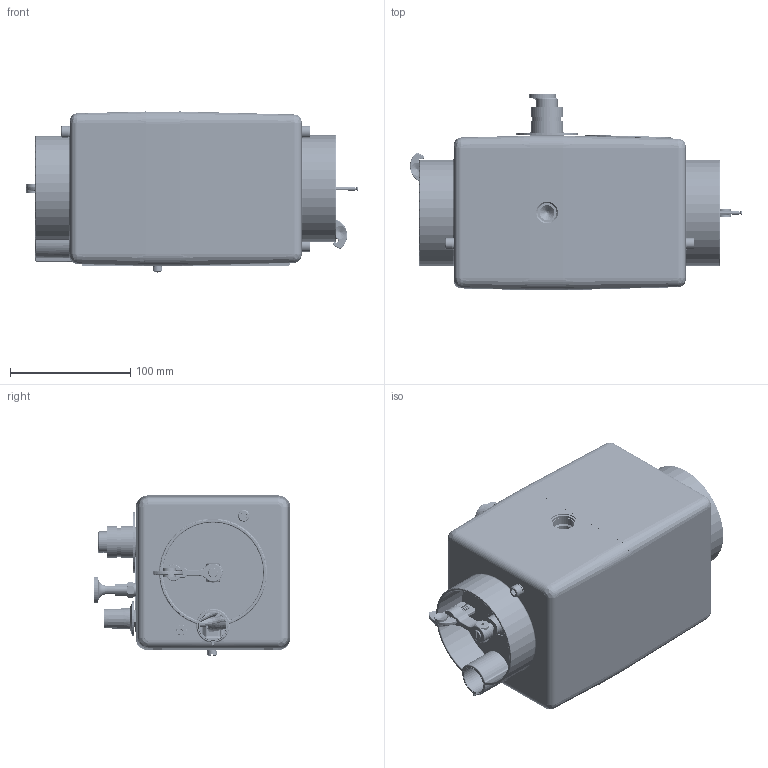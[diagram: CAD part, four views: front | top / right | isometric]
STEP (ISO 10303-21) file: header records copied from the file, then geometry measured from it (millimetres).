
FILE_DESCRIPTION(/* description */ (''),/* implementation_level */ '2;1');
FILE_NAME(/* name */ 'BirdMark7Release20200401A_MARK19Project.step',/* time_stamp */ '2020-04-01T11:40:14-07:00',/* author */ (''),/* organization */ (''),/* preprocessor_version */ 'ST-DEVELOPER v18',/* originating_system */ 'Autodesk Translation Framework v8.12.0.6',/* authorisation */ '');
FILE_SCHEMA (('AUTOMOTIVE_DESIGN { 1 0 10303 214 3 1 1 }'));
Products named in the file (119): Bird Mark 7_Assembly; X42_Standoff_MM; X41_Standoff_MF; X43_Standoff_FF; X16_PT Selector; X26_SnapRing; X30_InternalSnapRing; X21_PT Selector Spring; X25_CastleNut; Castle Nut; X24_Washer; X24_Washer_1; X17_PT Selector Body; X19_PT Selector Cap; X18_PT Selector gasket; X22_Breath limit arm; X20_PT Selector Piston; X31_Plunger spring; X35_PT Selector Butt; X27_ButtHose; X28_Side Hose; X71_SealWasher; X70_SealScrew; Seal Screw; X32_HoseFitting; X51_ManometerHoseFitting; X79_Expiratory time control assembly; X64_Set Screw_91375A437; X86_Expiratory valve knob; X80_Expiratory flair fitting; X84_Expiratory barrel; X81_Expiratory needle; X82_Expiratory Nylon washer; X104_AmbientSideVenturiHose; X45_StandoffHose; X36_Venturi Assembly; X40_Venturi tube; X39_Venturi hose cap; X38_Venturi spring; X34_O-ring_Dash115 ...
Assembly tree (151 placements, depth 4):
  Bird Mark 7_Assembly
    X42_Standoff_MM
    X41_Standoff_MF
    X43_Standoff_FF  x2
    X16_PT Selector
      X32_HoseFitting
      X26_SnapRing
      X30_InternalSnapRing
      X3_O-ring_Dash12
      X21_PT Selector Spring
      X25_CastleNut
        Castle Nut
      X24_Washer
        X24_Washer_1
      X17_PT Selector Body
      X19_PT Selector Cap
      X18_PT Selector gasket
      X22_Breath limit arm
      X20_PT Selector Piston
      X29_Plunger
      X31_Plunger spring
      X33_O-ring_Dash113
      X34_O-ring_Dash115
      X35_PT Selector Butt
      X27_ButtHose
      X28_Side Hose
    X71_SealWasher
    X32_HoseFitting  x3
    X70_SealScrew
      Seal Screw
    X51_ManometerHoseFitting
    X79_Expiratory time control assembly
      X64_Set Screw_91375A437
      X86_Expiratory valve knob
      X80_Expiratory flair fitting
      X84_Expiratory barrel
      X81_Expiratory needle
      X82_Expiratory Nylon washer
    X104_AmbientSideVenturiHose
    X45_StandoffHose
    X36_Venturi Assembly
      X40_Venturi tube
      X39_Venturi hose cap
      X38_Venturi spring
      X34_O-ring_Dash115
      X33_O-ring_Dash113
      X37_Venturi plunger cap
      X29_Plunger
    X75_Pressure Side Assembly
      X77_Sleeve
      X76_Pressure housing
    X57_HousingBolt  x3
    X58_HousingWasher  x3
    X72_Pressure side magnet assembly
      X62_Magnet
      X73_Pressure magnet rod
      X74_O-ring_Dash009
    X59_Ambient side magnet assembly
      X62_Magnet
      X60_Yolk
Bounding box: 275.83 x 163.2 x 133.83 mm (x, y, z)
Volume: 1020781.8 mm3; surface area: 536532.8 mm2
Topology: 126 solids, 126 shells, 4160 faces, 10667 edges, 6942 vertices
Faces by surface type: cylinder 1798, plane 1164, bspline 458, cone 364, torus 325, sphere 51
Full cylindrical faces by diameter (mm): 0.508 x3, 0.675 x1, 1.001 x2, 1.016 x1, 1.067 x2, 1.069 x1, 1.295 x2, 1.441 x1, 1.443 x1, 1.483 x1, 1.511 x1, 1.516 x1, 1.552 x1, 1.575 x4, 1.632 x1, 1.73 x1, 1.732 x1, 1.816 x1, 1.93 x2, 1.956 x1, 1.994 x1, 2 x4, 2.007 x1, 2.032 x3, 2.07 x1, 2.108 x6, 2.184 x46, 2.261 x1, 2.286 x3, 2.337 x5
Entity records: 185702 total; most frequent: CARTESIAN_POINT 105638, ORIENTED_EDGE 16470, DIRECTION 15499, EDGE_CURVE 8235, AXIS2_PLACEMENT_3D 6388, VERTEX_POINT 5425, EDGE_LOOP 3710, FACE_OUTER_BOUND 3215
